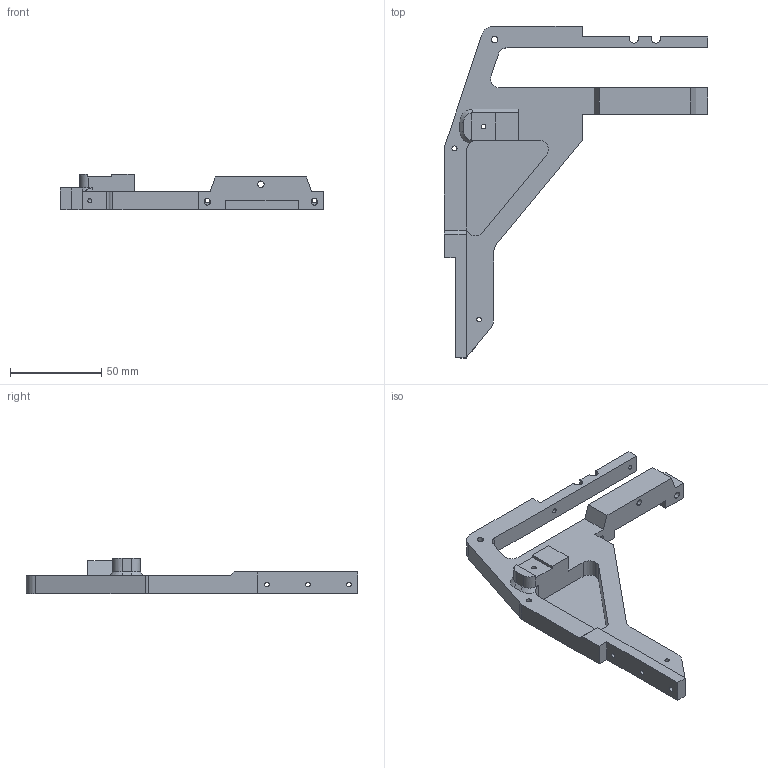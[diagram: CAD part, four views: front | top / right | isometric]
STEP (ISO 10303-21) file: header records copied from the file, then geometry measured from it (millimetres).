
FILE_DESCRIPTION (( 'STEP AP203' ), '1' );
FILE_NAME ('build platform-NW.STEP', '2018-02-28T04:43:45', ( '' ), ( '' ), 'SwSTEP 2.0', 'SolidWorks 2017', '' );
FILE_SCHEMA (( 'CONFIG_CONTROL_DESIGN' ));
Length unit declared in the file: millimetre
Products named in the file (1): build platform-NW
Bounding box: 144.4 x 182.21 x 19.5 mm (x, y, z)
Volume: 77950.6 mm3; surface area: 30068.6 mm2
Topology: 1 solids, 1 shells, 103 faces, 286 edges, 189 vertices
Faces by surface type: plane 52, cylinder 49, cone 2
Entity records: 3448 total; most frequent: CARTESIAN_POINT 593, DIRECTION 590, ORIENTED_EDGE 572, EDGE_CURVE 286, AXIS2_PLACEMENT_3D 204, VERTEX_POINT 189, VECTOR 182, LINE 182
